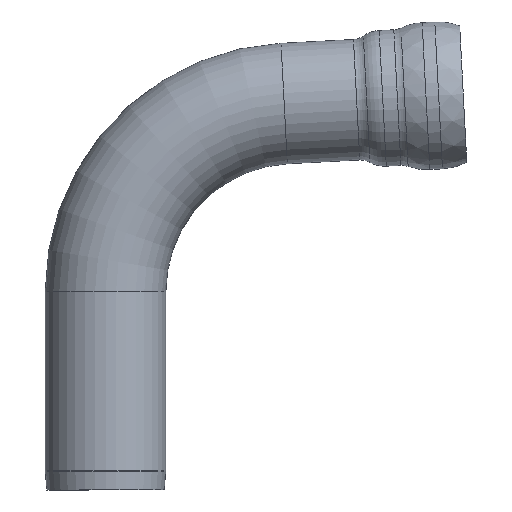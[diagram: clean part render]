
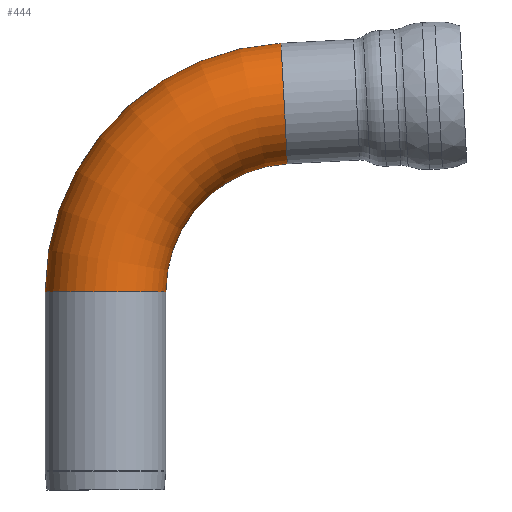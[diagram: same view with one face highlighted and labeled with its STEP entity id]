
A CAD part, front view. The second image highlights one B-rep face of the part: STEP entity #444.
In plain terms, the highlighted toroidal (fillet/blend) face has major radius 500 mm and minor radius 160 mm.
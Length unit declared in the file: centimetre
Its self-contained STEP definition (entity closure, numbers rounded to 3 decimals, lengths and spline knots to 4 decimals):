
#37=TOROIDAL_SURFACE('',#521,50.,16.);
#65=FACE_OUTER_BOUND('',#92,.T.);
#92=EDGE_LOOP('',(#401,#402,#403,#404,#405));
#158=CIRCLE('',#503,16.);
#170=CIRCLE('',#522,16.);
#171=CIRCLE('',#523,34.);
#172=CIRCLE('',#524,16.);
#203=VERTEX_POINT('',#900);
#213=VERTEX_POINT('',#933);
#214=VERTEX_POINT('',#934);
#262=EDGE_CURVE('',#203,#203,#158,.T.);
#277=EDGE_CURVE('',#213,#214,#170,.T.);
#278=EDGE_CURVE('',#213,#203,#171,.T.);
#279=EDGE_CURVE('',#214,#213,#172,.T.);
#401=ORIENTED_EDGE('',*,*,#277,.F.);
#402=ORIENTED_EDGE('',*,*,#278,.T.);
#403=ORIENTED_EDGE('',*,*,#262,.T.);
#404=ORIENTED_EDGE('',*,*,#278,.F.);
#405=ORIENTED_EDGE('',*,*,#279,.F.);
#444=ADVANCED_FACE('',(#65),#37,.T.);
#503=AXIS2_PLACEMENT_3D('',#902,#645,#646);
#521=AXIS2_PLACEMENT_3D('',#932,#684,#685);
#522=AXIS2_PLACEMENT_3D('',#935,#686,#687);
#523=AXIS2_PLACEMENT_3D('',#936,#688,#689);
#524=AXIS2_PLACEMENT_3D('',#937,#690,#691);
#645=DIRECTION('center_axis',(0.,0.,
1.));
#646=DIRECTION('ref_axis',(-1.,0.,0.));
#684=DIRECTION('center_axis',(0.,1.,0.));
#685=DIRECTION('ref_axis',(-1.,0.,0.));
#686=DIRECTION('center_axis',(0.999,0.,0.052));
#687=DIRECTION('ref_axis',(0.052,0.,-0.999));
#688=DIRECTION('center_axis',(0.,-1.,0.));
#689=DIRECTION('ref_axis',(-1.,0.,0.));
#690=DIRECTION('center_axis',(0.999,0.,0.052));
#691=DIRECTION('ref_axis',(0.052,0.,-0.999));
#900=CARTESIAN_POINT('',(350.9578,167.4022,-9.5106));
#902=CARTESIAN_POINT('Origin',(334.9578,167.4022,-9.5106));
#932=CARTESIAN_POINT('Origin',(384.9578,167.4022,-9.5106));
#933=CARTESIAN_POINT('',(383.1783,167.4022,24.4428));
#934=CARTESIAN_POINT('',(381.5036,167.4022,56.3989));
#935=CARTESIAN_POINT('Origin',(382.341,167.4022,40.4209));
#936=CARTESIAN_POINT('Origin',(384.9578,167.4022,-9.5106));
#937=CARTESIAN_POINT('Origin',(382.341,167.4022,40.4209));
